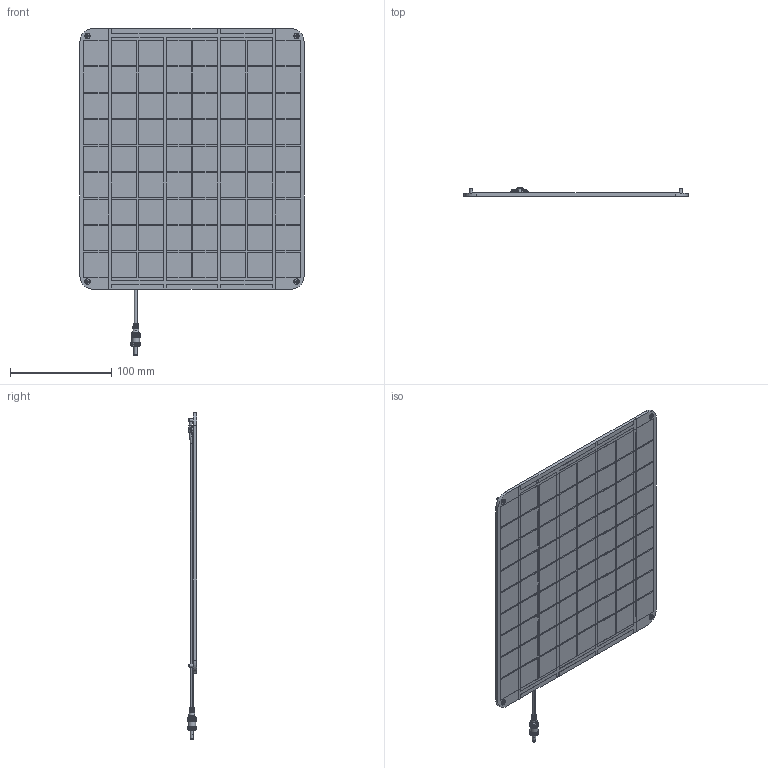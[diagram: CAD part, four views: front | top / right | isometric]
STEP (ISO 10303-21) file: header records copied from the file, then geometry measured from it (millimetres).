
FILE_DESCRIPTION(/* description */ ('STEP AP214'),/* implementation_level */ '2;1');
FILE_NAME(/* name */ '60febe774592f93163d69d57',/* time_stamp */ '2021-07-26T13:54:00+00:00',/* author */ (''),/* organization */ (''),/* preprocessor_version */ 'ST-DEVELOPER v18.1',/* originating_system */ ' ',/* authorisation */ ' ');
FILE_SCHEMA (('AUTOMOTIVE_DESIGN {1 0 10303 214 3 1 1}'));
Length unit declared in the file: metre
Products named in the file (50): PANEL ASM; Ribbon; PH Countersunk flat head screw M3x0.5 x 8; Strain Relief Bracket; PH Pan head screw M2x0.40 x 3; Base; W017 <1>; id42; id47; id52; id57; id62; End Connector; M3511; id77; id82; id87; id92; id97; id102; id107; id112; id117; id122; id127; id132; id137; id142; id147; id152; id157; id162; id167; id172; id177; id182; id187; id192; id197; id202 ...
Assembly tree (53 placements, depth 3):
  PANEL ASM
    Ribbon
    PH Countersunk flat head screw M3x0.5 x 8  x4
    Strain Relief Bracket
    PH Pan head screw M2x0.40 x 3  x2
    Base
    W017 <1>
      id42
      id47
      id52
      id57
      id62
      End Connector
      M3511
    id77
    id82
    id87
    id92
    id97
    id102
    id107
    id112
    id117
    id122
    id127
    id132
    id137
    id142
    id147
    id152
    id157
    id162
    id167
    id172
    id177
    id182
    id187
    id192
    id197
    id202
    id207
    id212
    id217
    id222
    id227
    id232
    id237
    id242
    id247
    id252
Bounding box: 221 x 9.75 x 322.35 mm (x, y, z)
Volume: 179062.4 mm3; surface area: 230811 mm2
Topology: 52 solids, 52 shells, 624 faces, 1433 edges, 936 vertices
Faces by surface type: plane 535, cylinder 62, cone 18, torus 6, sphere 2, bspline 1
Full cylindrical faces by diameter (mm): 0.8 x4, 1.25 x4, 1.6 x1, 2 x2, 2.43 x2, 2.5 x4, 3 x4, 3.1 x1, 3.2 x3, 3.3 x2, 3.5 x2, 4 x2, 5.5 x4, 7.5 x7, 8.5 x4, 9.5 x2
Entity records: 14721 total; most frequent: CARTESIAN_POINT 2447, DIRECTION 2290, ORIENTED_EDGE 2048, EDGE_CURVE 1024, LINE 824, VECTOR 824, AXIS2_PLACEMENT_3D 733, VERTEX_POINT 700
